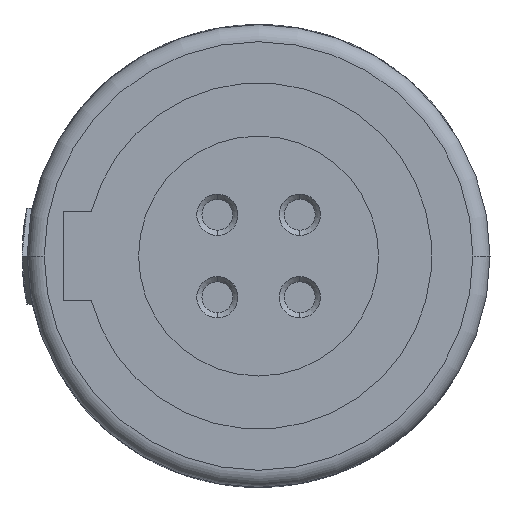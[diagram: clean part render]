
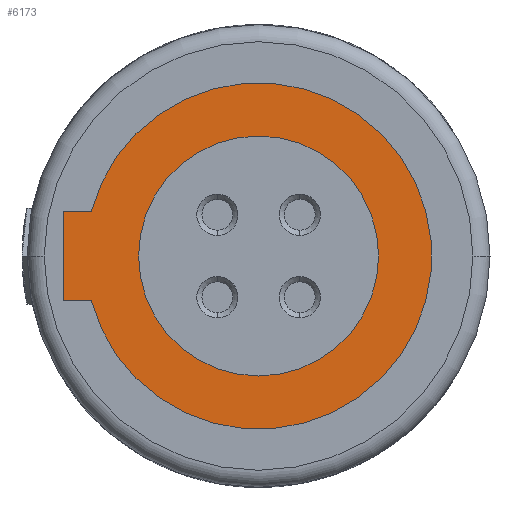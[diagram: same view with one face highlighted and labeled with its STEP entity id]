
A CAD part, left-side view. The second image highlights one B-rep face of the part: STEP entity #6173.
In plain terms, the highlighted planar face has unit normal (-1, 0, 0).
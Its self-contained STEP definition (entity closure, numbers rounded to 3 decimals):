
#2131=DIRECTION('',(0.,1.,0.));
#2132=VECTOR('',#2131,0.82);
#2133=CARTESIAN_POINT('',(0.,4.88,-1.3));
#2134=LINE('',#2133,#2132);
#2135=DIRECTION('',(0.,0.,1.));
#2136=VECTOR('',#2135,2.6);
#2137=CARTESIAN_POINT('',(0.,5.7,-1.3));
#2138=LINE('',#2137,#2136);
#2139=DIRECTION('',(0.,-1.,0.));
#2140=VECTOR('',#2139,0.82);
#2141=CARTESIAN_POINT('',(0.,5.7,1.3));
#2142=LINE('',#2141,#2140);
#2143=CARTESIAN_POINT('',(0.,0.,0.));
#2144=DIRECTION('',(1.,0.,0.));
#2145=DIRECTION('',(0.,0.,-1.));
#2146=AXIS2_PLACEMENT_3D('',#2143,#2144,#2145);
#2148=CARTESIAN_POINT('',(0.,0.,0.));
#2149=DIRECTION('',(1.,0.,0.));
#2150=DIRECTION('',(0.,0.,1.));
#2151=AXIS2_PLACEMENT_3D('',#2148,#2149,#2150);
#2162=CARTESIAN_POINT('',(0.,0.,0.));
#2163=DIRECTION('',(-1.,0.,0.));
#2164=DIRECTION('',(0.,0.966,-0.257));
#2165=AXIS2_PLACEMENT_3D('',#2162,#2163,#2164);
#2955=CARTESIAN_POINT('',(0.,0.,-3.5));
#2956=VERTEX_POINT('',#2955);
#2957=CARTESIAN_POINT('',(0.,0.,3.5));
#2958=VERTEX_POINT('',#2957);
#3369=CARTESIAN_POINT('',(0.,5.7,-1.3));
#3370=CARTESIAN_POINT('',(0.,5.7,1.3));
#3371=VERTEX_POINT('',#3369);
#3372=VERTEX_POINT('',#3370);
#3373=CARTESIAN_POINT('',(0.,4.88,-1.3));
#3374=VERTEX_POINT('',#3373);
#3375=CARTESIAN_POINT('',(0.,4.88,1.3));
#3376=VERTEX_POINT('',#3375);
#6153=CARTESIAN_POINT('',(0.,0.,0.));
#6154=DIRECTION('',(1.,0.,0.));
#6155=DIRECTION('',(0.,0.,-1.));
#6156=AXIS2_PLACEMENT_3D('',#6153,#6154,#6155);
#6157=PLANE('',#6156);
#6159=ORIENTED_EDGE('',*,*,#6158,.F.);
#6160=ORIENTED_EDGE('',*,*,#6136,.T.);
#6162=ORIENTED_EDGE('',*,*,#6161,.T.);
#6164=ORIENTED_EDGE('',*,*,#6163,.T.);
#6165=EDGE_LOOP('',(#6159,#6160,#6162,#6164));
#6166=FACE_OUTER_BOUND('',#6165,.F.);
#6168=ORIENTED_EDGE('',*,*,#6167,.F.);
#6170=ORIENTED_EDGE('',*,*,#6169,.F.);
#6171=EDGE_LOOP('',(#6168,#6170));
#6172=FACE_BOUND('',#6171,.F.);
#2147=CIRCLE('',#2146,3.5);
#2152=CIRCLE('',#2151,3.5);
#2166=CIRCLE('',#2165,5.05);
#6136=EDGE_CURVE('',#3374,#3371,#2134,.T.);
#6158=EDGE_CURVE('',#3374,#3376,#2166,.T.);
#6161=EDGE_CURVE('',#3371,#3372,#2138,.T.);
#6163=EDGE_CURVE('',#3372,#3376,#2142,.T.);
#6167=EDGE_CURVE('',#2956,#2958,#2147,.T.);
#6169=EDGE_CURVE('',#2958,#2956,#2152,.T.);
#6173=ADVANCED_FACE('',(#6166,#6172),#6157,.F.);
